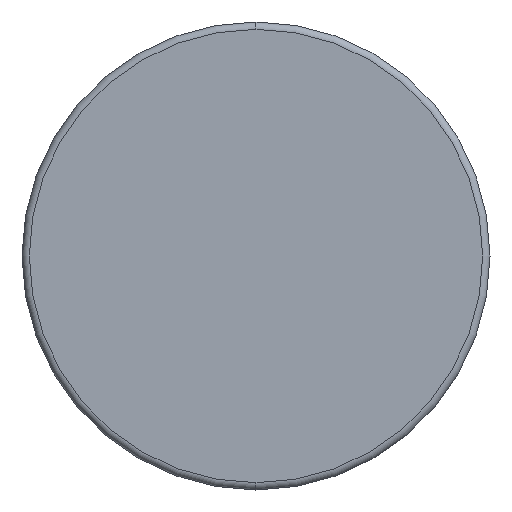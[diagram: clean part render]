
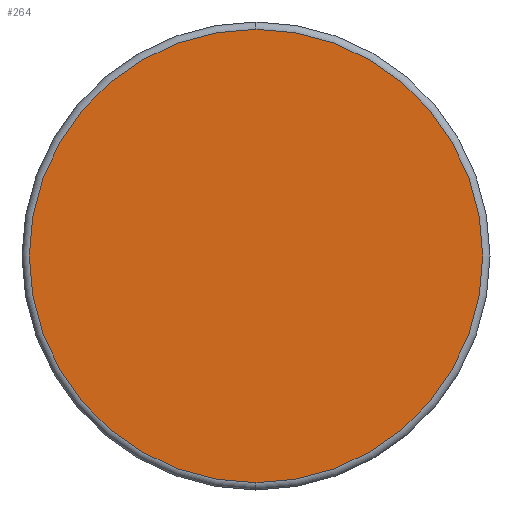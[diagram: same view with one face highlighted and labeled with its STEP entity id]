
A CAD part, left-side view. The second image highlights one B-rep face of the part: STEP entity #264.
In plain terms, the highlighted planar face has unit normal (-1, 0, 0).
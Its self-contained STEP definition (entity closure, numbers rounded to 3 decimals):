
#26 = EDGE_LOOP ( 'NONE', ( #87, #88 ) ) ;
#87 = ORIENTED_EDGE ( 'NONE', *, *, #243, .T. ) ;
#88 = ORIENTED_EDGE ( 'NONE', *, *, #230, .T. ) ;
#122 = VERTEX_POINT ( 'NONE', #573 ) ;
#125 = VERTEX_POINT ( 'NONE', #561 ) ;
#179 = FACE_OUTER_BOUND ( 'NONE', #26, .T. ) ;
#230 = EDGE_CURVE ( 'NONE', #125, #122, #317, .T. ) ;
#243 = EDGE_CURVE ( 'NONE', #122, #125, #355, .T. ) ;
#264 = ADVANCED_FACE ( 'NONE', ( #179 ), #480, .F. ) ;
#317 = CIRCLE ( 'NONE', #375, 0.775 ) ;
#320 = AXIS2_PLACEMENT_3D ( 'NONE', #435, #433, #424 ) ;
#336 = AXIS2_PLACEMENT_3D ( 'NONE', #479, #478, #473 ) ;
#355 = CIRCLE ( 'NONE', #320, 0.775 ) ;
#375 = AXIS2_PLACEMENT_3D ( 'NONE', #694, #700, #698 ) ;
#424 = DIRECTION ( 'NONE',  ( 0., 0., 1. ) ) ;
#433 = DIRECTION ( 'NONE',  ( -1., 0., 0. ) ) ;
#435 = CARTESIAN_POINT ( 'NONE',  ( -2.068, -4.769, 0. ) ) ;
#473 = DIRECTION ( 'NONE',  ( 0., 0., -1. ) ) ;
#478 = DIRECTION ( 'NONE',  ( 1., 0., 0. ) ) ;
#479 = CARTESIAN_POINT ( 'NONE',  ( -2.068, -3.994, 0. ) ) ;
#480 = PLANE ( 'NONE',  #336 ) ;
#561 = CARTESIAN_POINT ( 'NONE',  ( -2.068, -4.769, -0.775 ) ) ;
#573 = CARTESIAN_POINT ( 'NONE',  ( -2.068, -4.769, 0.775 ) ) ;
#694 = CARTESIAN_POINT ( 'NONE',  ( -2.068, -4.769, 0. ) ) ;
#698 = DIRECTION ( 'NONE',  ( 0., 0., 1. ) ) ;
#700 = DIRECTION ( 'NONE',  ( -1., 0., 0. ) ) ;
